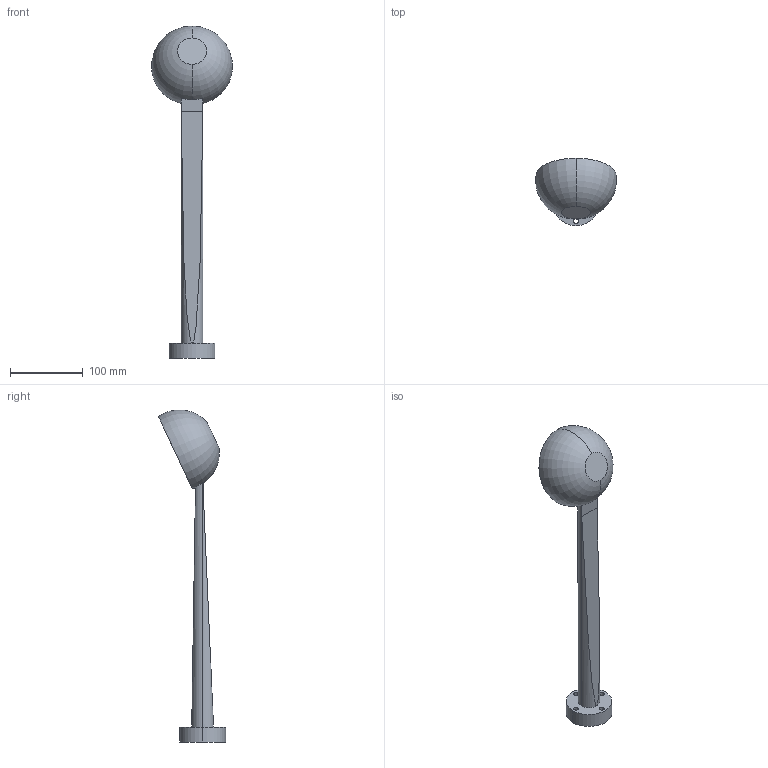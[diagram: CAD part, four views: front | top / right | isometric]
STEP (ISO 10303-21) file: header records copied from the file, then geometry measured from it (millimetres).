
FILE_DESCRIPTION (( 'STEP AP214' ), '1' );
FILE_NAME ('屺赽耀倰.STEP', '2021-09-12T10:46:25', ( '' ), ( '' ), 'SwSTEP 2.0', 'SolidWorks 2020', '' );
FILE_SCHEMA (( 'AUTOMOTIVE_DESIGN' ));
Length unit declared in the file: millimetre
Products named in the file (1): 屺赽耀倰
Bounding box: 110.37 x 92.21 x 456.54 mm (x, y, z)
Volume: 297388 mm3; surface area: 81575.6 mm2
Topology: 1 solids, 1 shells, 26 faces, 64 edges, 42 vertices
Faces by surface type: cylinder 13, plane 9, torus 4
Entity records: 867 total; most frequent: CARTESIAN_POINT 188, DIRECTION 143, ORIENTED_EDGE 128, EDGE_CURVE 64, AXIS2_PLACEMENT_3D 63, VERTEX_POINT 42, EDGE_LOOP 36, CIRCLE 36
